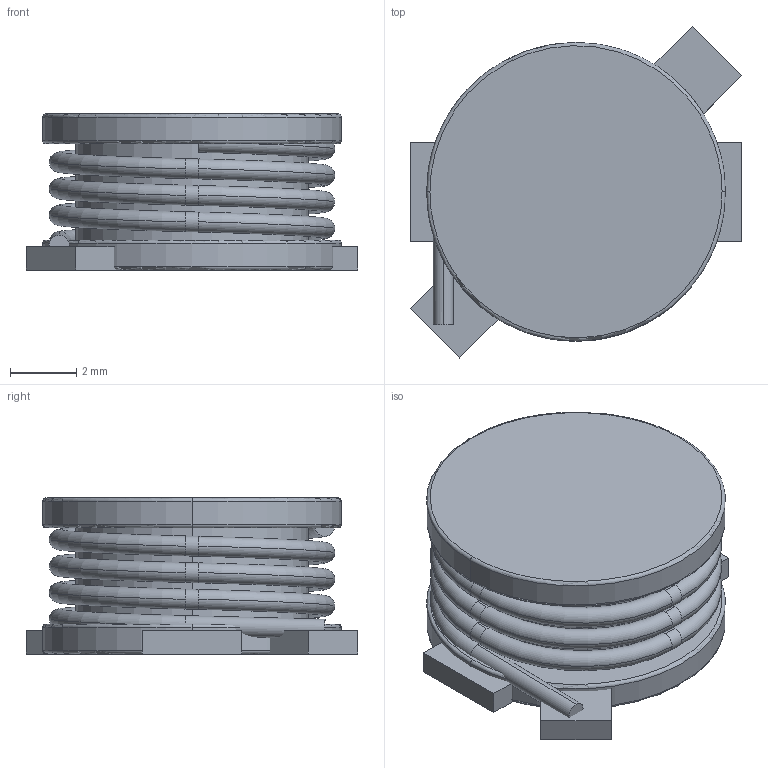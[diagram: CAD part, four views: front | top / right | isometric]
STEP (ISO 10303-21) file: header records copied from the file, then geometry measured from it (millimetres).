
FILE_DESCRIPTION (( 'STEP AP214' ), '1' );
FILE_NAME ('SW3dPS-Copia di L10X10-1.STEP', '2009-08-20T06:27:57', ( 'SysAdmin' ), ( 'SolidWorks' ), 'SwSTEP 2.0', 'SolidWorks 2009', '' );
FILE_SCHEMA (( 'AUTOMOTIVE_DESIGN' ));
Length unit declared in the file: millimetre
Products named in the file (7): SW3dPS-Copia di L10X10-1_Part_1564; SW3dPS-Copia di L10X10-1_Part_852; SW3dPS-Copia di L10X10-1_ACIS Solid_2016; SW3dPS-Copia di L10X10-1; SW3dPS-Copia di L10X10-1_Part_876; SW3dPS-Copia di L10X10-1_Part_885; SW3dPS-Copia di L10X10-1_Part_892
Assembly tree (6 placements, depth 2):
  SW3dPS-Copia di L10X10-1
    SW3dPS-Copia di L10X10-1_Part_885
    SW3dPS-Copia di L10X10-1_Part_876
    SW3dPS-Copia di L10X10-1_ACIS Solid_2016
    SW3dPS-Copia di L10X10-1_Part_1564
    SW3dPS-Copia di L10X10-1_Part_852
    SW3dPS-Copia di L10X10-1_Part_892
Bounding box: 10 x 10 x 4.7 mm (x, y, z)
Volume: 321 mm3; surface area: 753 mm2
Topology: 6 solids, 6 shells, 100 faces, 281 edges, 193 vertices
Faces by surface type: torus 38, cylinder 36, plane 26
Entity records: 4774 total; most frequent: DIRECTION 682, CARTESIAN_POINT 625, ORIENTED_EDGE 562, AXIS2_PLACEMENT_3D 302, EDGE_CURVE 281, VERTEX_POINT 193, CIRCLE 193, UNCERTAINTY_MEASURE_WITH_UNIT 119
